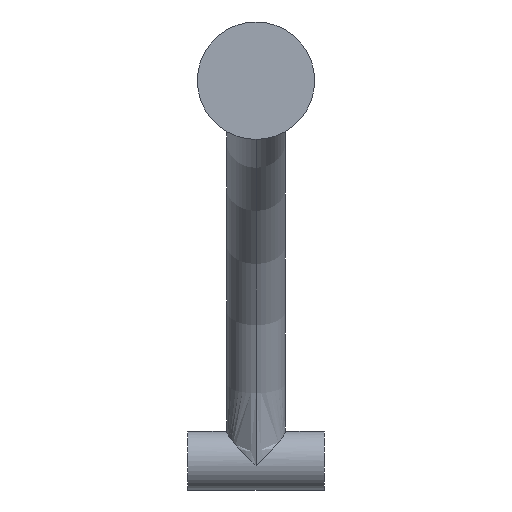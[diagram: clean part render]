
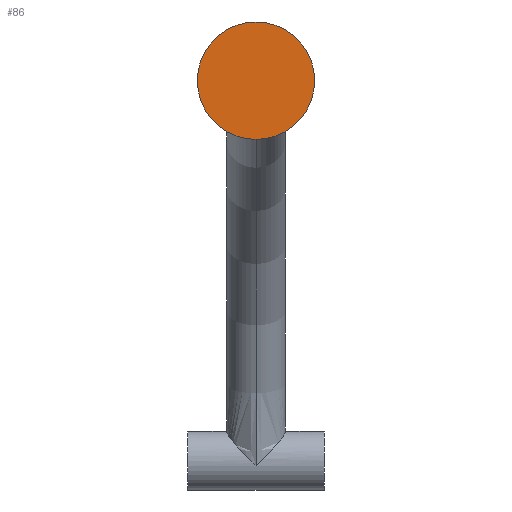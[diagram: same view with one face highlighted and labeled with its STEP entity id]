
A CAD part, front view. The second image highlights one B-rep face of the part: STEP entity #86.
In plain terms, the highlighted planar face has unit normal (0, -1, 0).
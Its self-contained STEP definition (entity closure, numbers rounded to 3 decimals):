
#18 = CIRCLE ( 'NONE', #79, 3. ) ;
#23 = DIRECTION ( 'NONE',  ( 0., -1., 0. ) ) ;
#44 = DIRECTION ( 'NONE',  ( 0., -1., 0. ) ) ;
#61 = ORIENTED_EDGE ( 'NONE', *, *, #62, .T. ) ;
#62 = EDGE_CURVE ( 'NONE', #201, #281, #313, .T. ) ;
#63 = CARTESIAN_POINT ( 'NONE',  ( 0., -1., 3. ) ) ;
#65 = CARTESIAN_POINT ( 'NONE',  ( 0., -1., 0. ) ) ;
#79 = AXIS2_PLACEMENT_3D ( 'NONE', #65, #351, #242 ) ;
#86 = ADVANCED_FACE ( 'NONE', ( #222 ), #439, .T. ) ;
#92 = AXIS2_PLACEMENT_3D ( 'NONE', #407, #23, #401 ) ;
#151 = CARTESIAN_POINT ( 'NONE',  ( 0., -1., 0. ) ) ;
#155 = CARTESIAN_POINT ( 'NONE',  ( 0., -1., -3. ) ) ;
#157 = DIRECTION ( 'NONE',  ( 0., 0., -1. ) ) ;
#201 = VERTEX_POINT ( 'NONE', #155 ) ;
#202 = EDGE_LOOP ( 'NONE', ( #248, #61 ) ) ;
#222 = FACE_OUTER_BOUND ( 'NONE', #202, .T. ) ;
#242 = DIRECTION ( 'NONE',  ( 0., 0., -1. ) ) ;
#248 = ORIENTED_EDGE ( 'NONE', *, *, #419, .T. ) ;
#281 = VERTEX_POINT ( 'NONE', #63 ) ;
#313 = CIRCLE ( 'NONE', #413, 3. ) ;
#351 = DIRECTION ( 'NONE',  ( 0., -1., 0. ) ) ;
#401 = DIRECTION ( 'NONE',  ( 0., 0., -1. ) ) ;
#407 = CARTESIAN_POINT ( 'NONE',  ( 0., -1., 0. ) ) ;
#413 = AXIS2_PLACEMENT_3D ( 'NONE', #151, #44, #157 ) ;
#419 = EDGE_CURVE ( 'NONE', #281, #201, #18, .T. ) ;
#439 = PLANE ( 'NONE',  #92 ) ;
